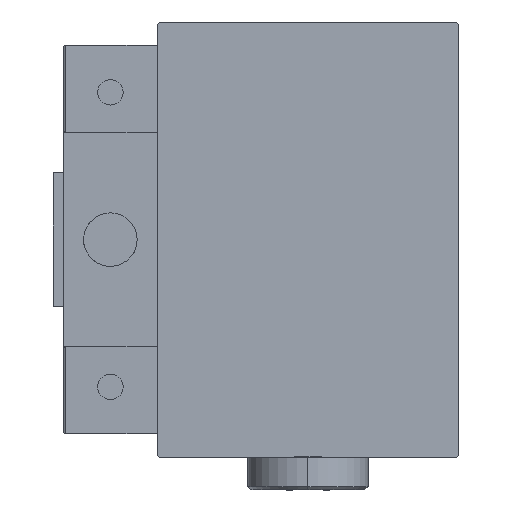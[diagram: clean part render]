
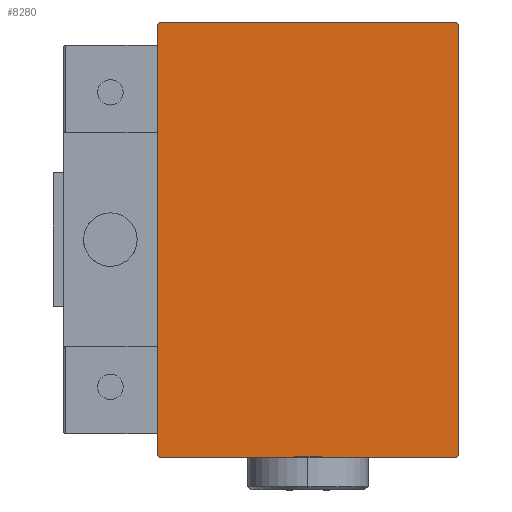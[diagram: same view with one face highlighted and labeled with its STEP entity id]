
A CAD part, left-side view. The second image highlights one B-rep face of the part: STEP entity #8280.
In plain terms, the highlighted face is planar.
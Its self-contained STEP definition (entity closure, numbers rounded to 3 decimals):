
#197 = LINE ( 'NONE', #25298, #22982 ) ;
#587 = CARTESIAN_POINT ( 'NONE',  ( 70., 22.5, -32.5 ) ) ;
#1713 = VECTOR ( 'NONE', #34271, 1000. ) ;
#1735 = DIRECTION ( 'NONE',  ( 0., 0., -1. ) ) ;
#1831 = ORIENTED_EDGE ( 'NONE', *, *, #29436, .T. ) ;
#2263 = CARTESIAN_POINT ( 'NONE',  ( 70., 22.5, 32.2 ) ) ;
#4095 = VECTOR ( 'NONE', #30940, 1000. ) ;
#5834 = CARTESIAN_POINT ( 'NONE',  ( 70., -22.5, 32.5 ) ) ;
#6920 = LINE ( 'NONE', #39404, #4095 ) ;
#7046 = EDGE_LOOP ( 'NONE', ( #37527, #28226, #7126, #50516, #19521, #45736, #1831, #19277 ) ) ;
#7126 = ORIENTED_EDGE ( 'NONE', *, *, #42204, .T. ) ;
#7621 = VERTEX_POINT ( 'NONE', #37638 ) ;
#7947 = CARTESIAN_POINT ( 'NONE',  ( 70., 27.35, -27.35 ) ) ;
#8180 = DIRECTION ( 'NONE',  ( 1., 0., 0. ) ) ;
#8280 = ADVANCED_FACE ( 'NONE', ( #33013 ), #12284, .T. ) ;
#8544 = VERTEX_POINT ( 'NONE', #44701 ) ;
#11059 = EDGE_CURVE ( 'NONE', #46973, #42490, #51304, .T. ) ;
#12284 = PLANE ( 'NONE',  #24131 ) ;
#14291 = VECTOR ( 'NONE', #1735, 1000. ) ;
#14325 = EDGE_CURVE ( 'NONE', #44032, #8544, #16545, .T. ) ;
#15790 = DIRECTION ( 'NONE',  ( 0., 0.707, -0.707 ) ) ;
#15876 = DIRECTION ( 'NONE',  ( 0., 0.707, 0.707 ) ) ;
#16516 = VECTOR ( 'NONE', #15876, 1000. ) ;
#16545 = LINE ( 'NONE', #33464, #1713 ) ;
#18307 = CARTESIAN_POINT ( 'NONE',  ( 70., 27.35, 27.35 ) ) ;
#19277 = ORIENTED_EDGE ( 'NONE', *, *, #44561, .T. ) ;
#19521 = ORIENTED_EDGE ( 'NONE', *, *, #33288, .T. ) ;
#19884 = LINE ( 'NONE', #53145, #49697 ) ;
#22982 = VECTOR ( 'NONE', #33223, 1000. ) ;
#24131 = AXIS2_PLACEMENT_3D ( 'NONE', #28114, #8180, #45554 ) ;
#25298 = CARTESIAN_POINT ( 'NONE',  ( 70., -22.5, -32.5 ) ) ;
#28114 = CARTESIAN_POINT ( 'NONE',  ( 70., 0., 0. ) ) ;
#28226 = ORIENTED_EDGE ( 'NONE', *, *, #39070, .T. ) ;
#29436 = EDGE_CURVE ( 'NONE', #8544, #7621, #43209, .T. ) ;
#29702 = VECTOR ( 'NONE', #41526, 1000. ) ;
#29955 = CARTESIAN_POINT ( 'NONE',  ( 70., 22.2, -32.5 ) ) ;
#30329 = VECTOR ( 'NONE', #43140, 1000. ) ;
#30940 = DIRECTION ( 'NONE',  ( 0., -1., 0. ) ) ;
#32009 = CARTESIAN_POINT ( 'NONE',  ( 70., -22.2, 32.5 ) ) ;
#33013 = FACE_OUTER_BOUND ( 'NONE', #7046, .T. ) ;
#33223 = DIRECTION ( 'NONE',  ( 0., 1., 0. ) ) ;
#33288 = EDGE_CURVE ( 'NONE', #42490, #44032, #6920, .T. ) ;
#33464 = CARTESIAN_POINT ( 'NONE',  ( 70., -27.35, 27.35 ) ) ;
#34271 = DIRECTION ( 'NONE',  ( 0., -0.707, -0.707 ) ) ;
#37527 = ORIENTED_EDGE ( 'NONE', *, *, #51630, .T. ) ;
#37638 = CARTESIAN_POINT ( 'NONE',  ( 70., -22.5, -32.2 ) ) ;
#39070 = EDGE_CURVE ( 'NONE', #39419, #44905, #45320, .T. ) ;
#39404 = CARTESIAN_POINT ( 'NONE',  ( 70., 22.5, 32.5 ) ) ;
#39419 = VERTEX_POINT ( 'NONE', #29955 ) ;
#41526 = DIRECTION ( 'NONE',  ( 0., 0., 1. ) ) ;
#41733 = CARTESIAN_POINT ( 'NONE',  ( 70., -22.2, -32.5 ) ) ;
#42204 = EDGE_CURVE ( 'NONE', #44905, #46973, #45613, .T. ) ;
#42490 = VERTEX_POINT ( 'NONE', #51986 ) ;
#43140 = DIRECTION ( 'NONE',  ( 0., -0.707, 0.707 ) ) ;
#43209 = LINE ( 'NONE', #5834, #14291 ) ;
#44032 = VERTEX_POINT ( 'NONE', #32009 ) ;
#44104 = CARTESIAN_POINT ( 'NONE',  ( 70., 22.5, -32.2 ) ) ;
#44561 = EDGE_CURVE ( 'NONE', #7621, #49395, #19884, .T. ) ;
#44701 = CARTESIAN_POINT ( 'NONE',  ( 70., -22.5, 32.2 ) ) ;
#44905 = VERTEX_POINT ( 'NONE', #44104 ) ;
#45320 = LINE ( 'NONE', #7947, #16516 ) ;
#45554 = DIRECTION ( 'NONE',  ( 0., 0., -1. ) ) ;
#45613 = LINE ( 'NONE', #587, #29702 ) ;
#45736 = ORIENTED_EDGE ( 'NONE', *, *, #14325, .T. ) ;
#46973 = VERTEX_POINT ( 'NONE', #2263 ) ;
#49395 = VERTEX_POINT ( 'NONE', #41733 ) ;
#49697 = VECTOR ( 'NONE', #15790, 1000. ) ;
#50516 = ORIENTED_EDGE ( 'NONE', *, *, #11059, .T. ) ;
#51304 = LINE ( 'NONE', #18307, #30329 ) ;
#51630 = EDGE_CURVE ( 'NONE', #49395, #39419, #197, .T. ) ;
#51986 = CARTESIAN_POINT ( 'NONE',  ( 70., 22.2, 32.5 ) ) ;
#53145 = CARTESIAN_POINT ( 'NONE',  ( 70., -27.35, -27.35 ) ) ;
